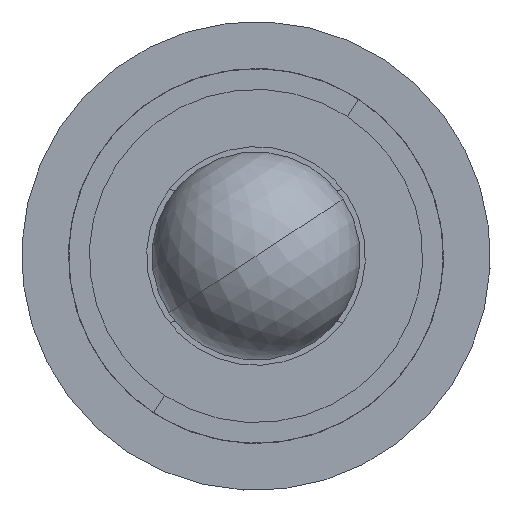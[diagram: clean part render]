
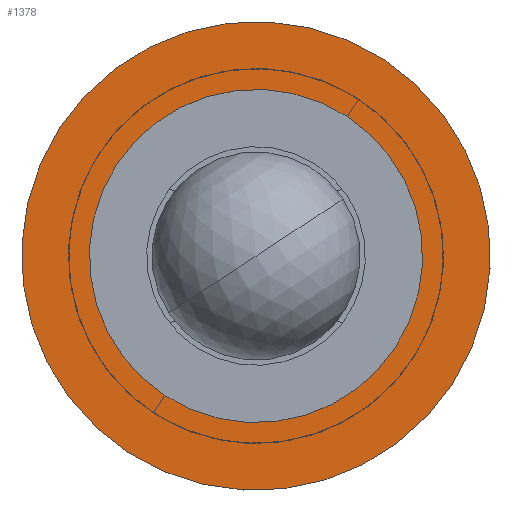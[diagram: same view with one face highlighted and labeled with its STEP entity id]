
A CAD part, front view. The second image highlights one B-rep face of the part: STEP entity #1378.
In plain terms, the highlighted planar face has unit normal (0, -1, 0).
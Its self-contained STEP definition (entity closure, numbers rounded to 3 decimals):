
#10 = CARTESIAN_POINT ( 'NONE',  ( 0., 8., 0. ) ) ;
#31 = AXIS2_PLACEMENT_3D ( 'NONE', #1311, #733, #1038 ) ;
#62 = CARTESIAN_POINT ( 'NONE',  ( 0., 8., -2.25 ) ) ;
#171 = CARTESIAN_POINT ( 'NONE',  ( 0., 8., -1.6 ) ) ;
#191 = ORIENTED_EDGE ( 'NONE', *, *, #1089, .T. ) ;
#268 = ORIENTED_EDGE ( 'NONE', *, *, #517, .F. ) ;
#326 = EDGE_CURVE ( 'NONE', #1090, #1072, #1287, .T. ) ;
#330 = DIRECTION ( 'NONE',  ( 0., 0., -1. ) ) ;
#342 = CIRCLE ( 'NONE', #1162, 2.25 ) ;
#440 = CARTESIAN_POINT ( 'NONE',  ( -2.25, 8., 0. ) ) ;
#471 = CARTESIAN_POINT ( 'NONE',  ( 0., 8., 0. ) ) ;
#517 = EDGE_CURVE ( 'NONE', #1183, #1295, #1228, .T. ) ;
#558 = FACE_BOUND ( 'NONE', #586, .T. ) ;
#586 = EDGE_LOOP ( 'NONE', ( #268, #1267 ) ) ;
#656 = DIRECTION ( 'NONE',  ( 0., -1., 0. ) ) ;
#670 = PLANE ( 'NONE',  #1251 ) ;
#733 = DIRECTION ( 'NONE',  ( 0., -1., 0. ) ) ;
#786 = FACE_OUTER_BOUND ( 'NONE', #884, .T. ) ;
#800 = CARTESIAN_POINT ( 'NONE',  ( 0., 8., 2.25 ) ) ;
#867 = ORIENTED_EDGE ( 'NONE', *, *, #326, .T. ) ;
#878 = CIRCLE ( 'NONE', #1322, 1.6 ) ;
#884 = EDGE_LOOP ( 'NONE', ( #867, #191 ) ) ;
#924 = AXIS2_PLACEMENT_3D ( 'NONE', #10, #1355, #1240 ) ;
#1038 = DIRECTION ( 'NONE',  ( 0., 0., -1. ) ) ;
#1072 = VERTEX_POINT ( 'NONE', #800 ) ;
#1089 = EDGE_CURVE ( 'NONE', #1072, #1090, #342, .T. ) ;
#1090 = VERTEX_POINT ( 'NONE', #62 ) ;
#1102 = CARTESIAN_POINT ( 'NONE',  ( 0., 8., 1.6 ) ) ;
#1115 = DIRECTION ( 'NONE',  ( 0., 1., 0. ) ) ;
#1162 = AXIS2_PLACEMENT_3D ( 'NONE', #471, #1364, #1297 ) ;
#1183 = VERTEX_POINT ( 'NONE', #171 ) ;
#1204 = CARTESIAN_POINT ( 'NONE',  ( 0., 8., 0. ) ) ;
#1227 = DIRECTION ( 'NONE',  ( 0., 0., 1. ) ) ;
#1228 = CIRCLE ( 'NONE', #924, 1.6 ) ;
#1240 = DIRECTION ( 'NONE',  ( 0., 0., -1. ) ) ;
#1251 = AXIS2_PLACEMENT_3D ( 'NONE', #440, #1115, #1227 ) ;
#1267 = ORIENTED_EDGE ( 'NONE', *, *, #1271, .F. ) ;
#1271 = EDGE_CURVE ( 'NONE', #1295, #1183, #878, .T. ) ;
#1287 = CIRCLE ( 'NONE', #31, 2.25 ) ;
#1295 = VERTEX_POINT ( 'NONE', #1102 ) ;
#1297 = DIRECTION ( 'NONE',  ( 0., 0., -1. ) ) ;
#1311 = CARTESIAN_POINT ( 'NONE',  ( 0., 8., 0. ) ) ;
#1322 = AXIS2_PLACEMENT_3D ( 'NONE', #1204, #656, #330 ) ;
#1355 = DIRECTION ( 'NONE',  ( 0., -1., 0. ) ) ;
#1364 = DIRECTION ( 'NONE',  ( 0., -1., 0. ) ) ;
#1378 = ADVANCED_FACE ( 'NONE', ( #558, #786 ), #670, .F. ) ;
